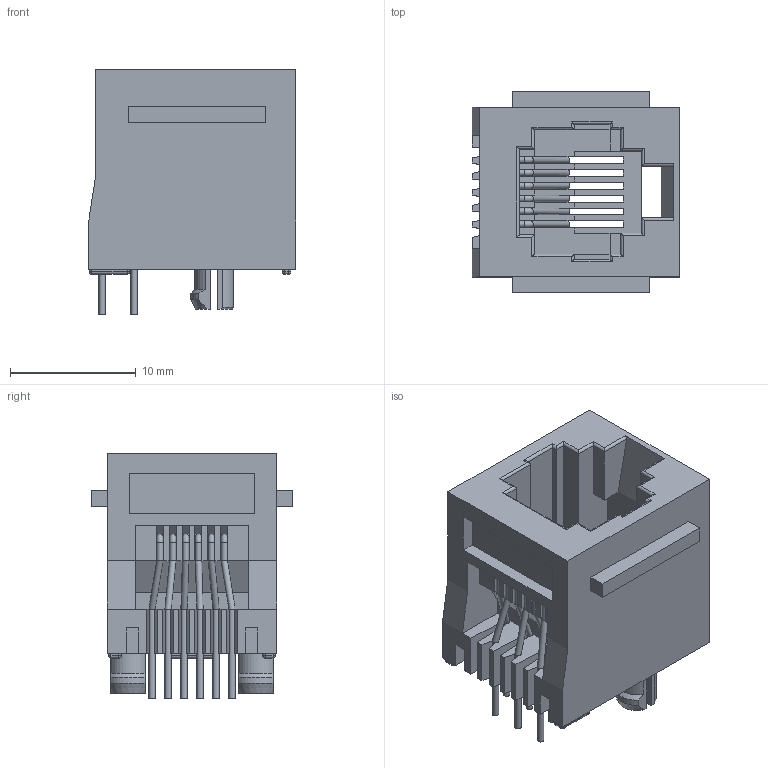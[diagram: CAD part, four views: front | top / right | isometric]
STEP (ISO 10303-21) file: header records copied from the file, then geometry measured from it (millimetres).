
FILE_DESCRIPTION(('FreeCAD Model'),'2;1');
FILE_NAME('Open CASCADE Shape Model','2023-04-14T09:55:23',( 'kicad StepUp'),('ksu MCAD'),'Open CASCADE STEP processor 7.6', 'FreeCAD','Unknown');
FILE_SCHEMA(('AUTOMOTIVE_DESIGN { 1 0 10303 214 1 1 1 1 }'));
Length unit declared in the file: millimetre
Products named in the file (1): RJ12_upright
Bounding box: 16.5 x 16 x 19.45 mm (x, y, z)
Volume: 1954.2 mm3; surface area: 2822.1 mm2
Topology: 9 solids, 9 shells, 378 faces, 2736 edges, 7750 vertices
Faces by surface type: plane 259, cylinder 83, torus 12, sphere 12, bspline 6, cone 6
Full cylindrical faces by diameter (mm): 0.5 x24
Entity records: 40573 total; most frequent: CARTESIAN_POINT 12071, DIRECTION 3638, LINE 2088, VECTOR 2088, GEOMETRIC_CURVE_SET 1817, ORIENTED_EDGE 1816, TRIMMED_CURVE 1816, PRESENTATION_STYLE_ASSIGNMENT 1295
